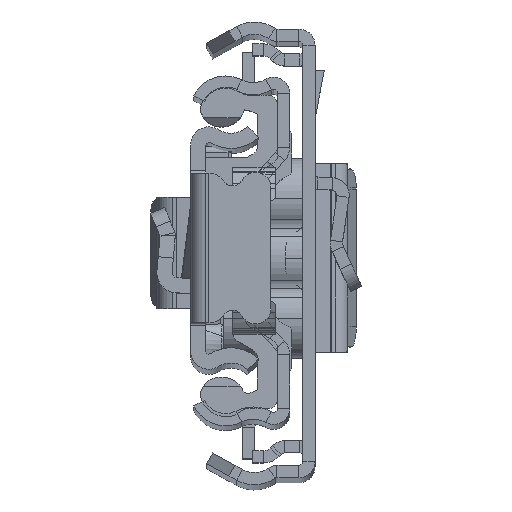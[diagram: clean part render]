
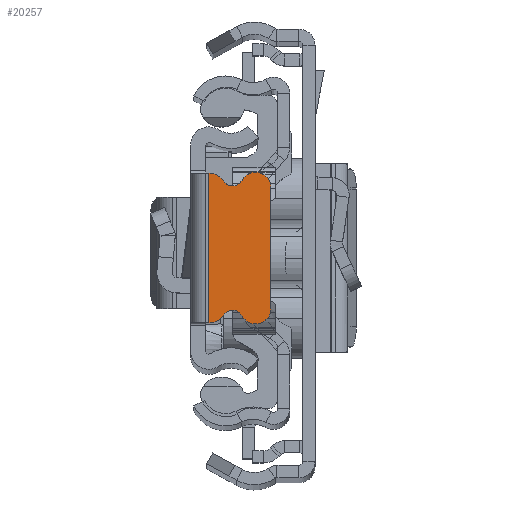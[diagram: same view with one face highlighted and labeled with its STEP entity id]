
A CAD part, top view. The second image highlights one B-rep face of the part: STEP entity #20257.
In plain terms, the highlighted planar face has unit normal (0, 0, 1).
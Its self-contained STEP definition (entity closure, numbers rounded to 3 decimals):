
#25 = ORIENTED_EDGE ( 'NONE', *, *, #21609, .F. ) ;
#543 = EDGE_CURVE ( 'NONE', #18041, #1590, #3926, .T. ) ;
#1347 = DIRECTION ( 'NONE',  ( -1., 0., 0. ) ) ;
#1590 = VERTEX_POINT ( 'NONE', #22365 ) ;
#2199 = ORIENTED_EDGE ( 'NONE', *, *, #6710, .T. ) ;
#2333 = DIRECTION ( 'NONE',  ( 1., 0., 0. ) ) ;
#2550 = CARTESIAN_POINT ( 'NONE',  ( -3.206, -6.658, 0. ) ) ;
#2612 = DIRECTION ( 'NONE',  ( 0., 0., -1. ) ) ;
#2639 = ORIENTED_EDGE ( 'NONE', *, *, #8911, .F. ) ;
#3003 = CARTESIAN_POINT ( 'NONE',  ( -4.142, -7.236, 0. ) ) ;
#3098 = VERTEX_POINT ( 'NONE', #5251 ) ;
#3235 = CARTESIAN_POINT ( 'NONE',  ( -1.929, 7.37, 0. ) ) ;
#3542 = PLANE ( 'NONE',  #5728 ) ;
#3926 = CIRCLE ( 'NONE', #12917, 1.5 ) ;
#4373 = EDGE_CURVE ( 'NONE', #3098, #20334, #17273, .T. ) ;
#4668 = VERTEX_POINT ( 'NONE', #5361 ) ;
#4948 = CARTESIAN_POINT ( 'NONE',  ( -1.929, -7.37, 0. ) ) ;
#5008 = DIRECTION ( 'NONE',  ( 1., 0., 0. ) ) ;
#5251 = CARTESIAN_POINT ( 'NONE',  ( -7.929, -6., 0. ) ) ;
#5339 = DIRECTION ( 'NONE',  ( -1., 0., 0. ) ) ;
#5361 = CARTESIAN_POINT ( 'NONE',  ( -7.929, 6., 0. ) ) ;
#5628 = DIRECTION ( 'NONE',  ( 0., -1., 0. ) ) ;
#5728 = AXIS2_PLACEMENT_3D ( 'NONE', #10187, #17457, #2333 ) ;
#5877 = ORIENTED_EDGE ( 'NONE', *, *, #18986, .T. ) ;
#5961 = DIRECTION ( 'NONE',  ( 0., 0., 1. ) ) ;
#6059 = CIRCLE ( 'NONE', #12623, 1.5 ) ;
#6134 = CARTESIAN_POINT ( 'NONE',  ( -6.429, -6., 0. ) ) ;
#6159 = DIRECTION ( 'NONE',  ( 1., 0., 0. ) ) ;
#6710 = EDGE_CURVE ( 'NONE', #24226, #17169, #21866, .T. ) ;
#6916 = EDGE_CURVE ( 'NONE', #1590, #15926, #14029, .T. ) ;
#7627 = CARTESIAN_POINT ( 'NONE',  ( -1.929, 7.37, 0. ) ) ;
#8195 = AXIS2_PLACEMENT_3D ( 'NONE', #6134, #22131, #13849 ) ;
#8372 = ORIENTED_EDGE ( 'NONE', *, *, #4373, .T. ) ;
#8721 = CARTESIAN_POINT ( 'NONE',  ( -1.929, -7.37, 0. ) ) ;
#8911 = EDGE_CURVE ( 'NONE', #18041, #19229, #23222, .T. ) ;
#9294 = CARTESIAN_POINT ( 'NONE',  ( -1.75, 0., 0. ) ) ;
#10042 = EDGE_CURVE ( 'NONE', #4668, #3098, #14412, .T. ) ;
#10187 = CARTESIAN_POINT ( 'NONE',  ( 294.071, 0., 0. ) ) ;
#10306 = DIRECTION ( 'NONE',  ( 0., 0., 1. ) ) ;
#10683 = DIRECTION ( 'NONE',  ( 0., 0., -1. ) ) ;
#10735 = CARTESIAN_POINT ( 'NONE',  ( -5.109, 6.713, 0. ) ) ;
#11063 = VECTOR ( 'NONE', #18957, 1000. ) ;
#11508 = FACE_OUTER_BOUND ( 'NONE', #13890, .T. ) ;
#11830 = CARTESIAN_POINT ( 'NONE',  ( -1.929, -5.87, 0. ) ) ;
#11852 = VECTOR ( 'NONE', #15217, 1000. ) ;
#11876 = CARTESIAN_POINT ( 'NONE',  ( -6.429, 6., 0. ) ) ;
#12585 = CARTESIAN_POINT ( 'NONE',  ( -4.142, 7.236, 0. ) ) ;
#12623 = AXIS2_PLACEMENT_3D ( 'NONE', #11876, #5961, #14172 ) ;
#12917 = AXIS2_PLACEMENT_3D ( 'NONE', #20543, #17191, #5339 ) ;
#13849 = DIRECTION ( 'NONE',  ( 1., 0., 0. ) ) ;
#13890 = EDGE_LOOP ( 'NONE', ( #25, #2639, #21970, #15698, #22544, #21233, #8372, #5877, #2199, #16912 ) ) ;
#14029 = CIRCLE ( 'NONE', #20220, 1.1 ) ;
#14172 = DIRECTION ( 'NONE',  ( -1., 0., 0. ) ) ;
#14412 = LINE ( 'NONE', #15295, #16447 ) ;
#14614 = VERTEX_POINT ( 'NONE', #16944 ) ;
#14722 = LINE ( 'NONE', #4948, #18488 ) ;
#15217 = DIRECTION ( 'NONE',  ( 1., 0., 0. ) ) ;
#15220 = LINE ( 'NONE', #9294, #11063 ) ;
#15295 = CARTESIAN_POINT ( 'NONE',  ( -7.929, -6., 0. ) ) ;
#15698 = ORIENTED_EDGE ( 'NONE', *, *, #6916, .T. ) ;
#15926 = VERTEX_POINT ( 'NONE', #10735 ) ;
#16447 = VECTOR ( 'NONE', #5628, 1000. ) ;
#16912 = ORIENTED_EDGE ( 'NONE', *, *, #20205, .F. ) ;
#16944 = CARTESIAN_POINT ( 'NONE',  ( -1.75, -7.37, 0. ) ) ;
#17169 = VERTEX_POINT ( 'NONE', #8721 ) ;
#17191 = DIRECTION ( 'NONE',  ( 0., 0., 1. ) ) ;
#17273 = CIRCLE ( 'NONE', #8195, 1.5 ) ;
#17457 = DIRECTION ( 'NONE',  ( 0., 0., 1. ) ) ;
#18041 = VERTEX_POINT ( 'NONE', #7627 ) ;
#18488 = VECTOR ( 'NONE', #1347, 1000. ) ;
#18834 = EDGE_CURVE ( 'NONE', #15926, #4668, #6059, .T. ) ;
#18957 = DIRECTION ( 'NONE',  ( 0., -1., 0. ) ) ;
#18986 = EDGE_CURVE ( 'NONE', #20334, #24226, #24588, .T. ) ;
#19229 = VERTEX_POINT ( 'NONE', #20224 ) ;
#20095 = CARTESIAN_POINT ( 'NONE',  ( -5.109, -6.713, 0. ) ) ;
#20205 = EDGE_CURVE ( 'NONE', #14614, #17169, #14722, .T. ) ;
#20220 = AXIS2_PLACEMENT_3D ( 'NONE', #12585, #10683, #5008 ) ;
#20224 = CARTESIAN_POINT ( 'NONE',  ( -1.75, 7.37, 0. ) ) ;
#20257 = ADVANCED_FACE ( 'NONE', ( #11508 ), #3542, .T. ) ;
#20334 = VERTEX_POINT ( 'NONE', #20095 ) ;
#20543 = CARTESIAN_POINT ( 'NONE',  ( -1.929, 5.87, 0. ) ) ;
#21233 = ORIENTED_EDGE ( 'NONE', *, *, #10042, .T. ) ;
#21330 = AXIS2_PLACEMENT_3D ( 'NONE', #3003, #2612, #22337 ) ;
#21609 = EDGE_CURVE ( 'NONE', #19229, #14614, #15220, .T. ) ;
#21866 = CIRCLE ( 'NONE', #25163, 1.5 ) ;
#21970 = ORIENTED_EDGE ( 'NONE', *, *, #543, .T. ) ;
#22131 = DIRECTION ( 'NONE',  ( 0., 0., 1. ) ) ;
#22337 = DIRECTION ( 'NONE',  ( -1., 0., 0. ) ) ;
#22365 = CARTESIAN_POINT ( 'NONE',  ( -3.206, 6.658, 0. ) ) ;
#22544 = ORIENTED_EDGE ( 'NONE', *, *, #18834, .T. ) ;
#23222 = LINE ( 'NONE', #3235, #11852 ) ;
#24226 = VERTEX_POINT ( 'NONE', #2550 ) ;
#24588 = CIRCLE ( 'NONE', #21330, 1.1 ) ;
#25163 = AXIS2_PLACEMENT_3D ( 'NONE', #11830, #10306, #6159 ) ;
